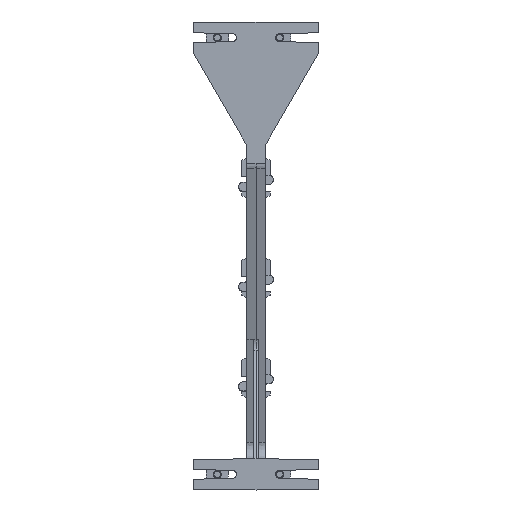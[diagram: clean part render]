
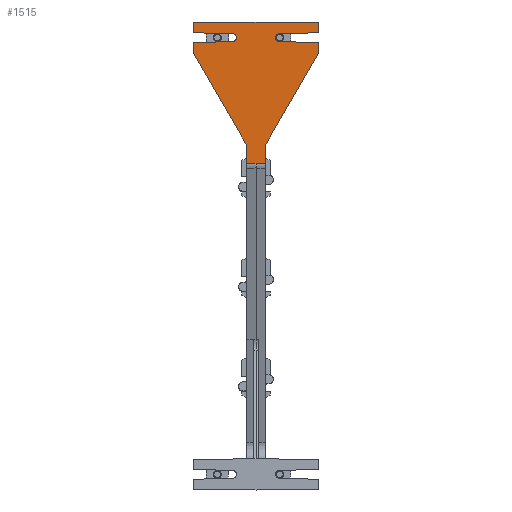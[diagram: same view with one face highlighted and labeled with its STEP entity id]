
A CAD part, left-side view. The second image highlights one B-rep face of the part: STEP entity #1515.
In plain terms, the highlighted planar face has unit normal (-1, 0, 0).
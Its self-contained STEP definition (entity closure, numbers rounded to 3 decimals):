
#1515=ADVANCED_FACE('',(#3405),#3406,.T.);
#3405=FACE_OUTER_BOUND('',#5761,.T.);
#3406=PLANE('',#5762);
#5761=EDGE_LOOP('',(#10355,#10356,#10357,#10358,#10359,#10360,#10361,#10362,#10363,#10364,#10365,#10366,#10367,#10368,#10369,#10370,#10371,#10372));
#5762=AXIS2_PLACEMENT_3D('',#10373,#10374,#10375);
#10355=ORIENTED_EDGE('',*,*,#15593,.T.);
#10356=ORIENTED_EDGE('',*,*,#15391,.F.);
#10357=ORIENTED_EDGE('',*,*,#15694,.F.);
#10358=ORIENTED_EDGE('',*,*,#15690,.F.);
#10359=ORIENTED_EDGE('',*,*,#15687,.F.);
#10360=ORIENTED_EDGE('',*,*,#15683,.F.);
#10361=ORIENTED_EDGE('',*,*,#15679,.F.);
#10362=ORIENTED_EDGE('',*,*,#15698,.F.);
#10363=ORIENTED_EDGE('',*,*,#15913,.F.);
#10364=ORIENTED_EDGE('',*,*,#15914,.F.);
#10365=ORIENTED_EDGE('',*,*,#15911,.T.);
#10366=ORIENTED_EDGE('',*,*,#15106,.T.);
#10367=ORIENTED_EDGE('',*,*,#15729,.T.);
#10368=ORIENTED_EDGE('',*,*,#15726,.T.);
#10369=ORIENTED_EDGE('',*,*,#15743,.T.);
#10370=ORIENTED_EDGE('',*,*,#15739,.T.);
#10371=ORIENTED_EDGE('',*,*,#15735,.T.);
#10372=ORIENTED_EDGE('',*,*,#15731,.T.);
#10373=CARTESIAN_POINT('',(11.461,34.299,362.5));
#10374=DIRECTION('',(-1.0,0.,0.));
#10375=DIRECTION('',(0.,1.0,0.0));
#15106=EDGE_CURVE('',#18379,#18377,#18380,.T.);
#15391=EDGE_CURVE('',#18823,#18819,#18825,.T.);
#15593=EDGE_CURVE('',#19141,#18819,#19142,.T.);
#15679=EDGE_CURVE('',#19241,#19243,#19244,.T.);
#15683=EDGE_CURVE('',#19243,#19248,#19249,.T.);
#15687=EDGE_CURVE('',#19248,#19253,#19254,.T.);
#15690=EDGE_CURVE('',#19253,#19257,#19258,.T.);
#15694=EDGE_CURVE('',#19257,#18823,#19262,.T.);
#15698=EDGE_CURVE('',#19265,#19241,#19267,.T.);
#15726=EDGE_CURVE('',#19309,#19307,#19310,.T.);
#15729=EDGE_CURVE('',#18377,#19309,#19313,.T.);
#15731=EDGE_CURVE('',#19315,#19141,#19316,.T.);
#15735=EDGE_CURVE('',#19320,#19315,#19321,.T.);
#15739=EDGE_CURVE('',#19326,#19320,#19327,.T.);
#15743=EDGE_CURVE('',#19307,#19326,#19332,.T.);
#15911=EDGE_CURVE('',#18815,#18379,#19533,.T.);
#15913=EDGE_CURVE('',#19535,#19265,#19536,.T.);
#15914=EDGE_CURVE('',#18815,#19535,#19537,.T.);
#18377=VERTEX_POINT('',#23275);
#18379=VERTEX_POINT('',#23278);
#18380=LINE('',#23279,#23280);
#18815=VERTEX_POINT('',#23963);
#18819=VERTEX_POINT('',#23968);
#18823=VERTEX_POINT('',#23974);
#18825=LINE('',#23977,#23978);
#19141=VERTEX_POINT('',#24721);
#19142=LINE('',#24722,#24723);
#19241=VERTEX_POINT('',#24882);
#19243=VERTEX_POINT('',#24885);
#19244=LINE('',#24886,#24887);
#19248=VERTEX_POINT('',#24893);
#19249=LINE('',#24894,#24895);
#19253=VERTEX_POINT('',#24901);
#19254=CIRCLE('',#24902,3.3);
#19257=VERTEX_POINT('',#24906);
#19258=LINE('',#24907,#24908);
#19262=LINE('',#24914,#24915);
#19265=VERTEX_POINT('',#24919);
#19267=LINE('',#24921,#24922);
#19307=VERTEX_POINT('',#24988);
#19309=VERTEX_POINT('',#24991);
#19310=LINE('',#24992,#24993);
#19313=LINE('',#24997,#24998);
#19315=VERTEX_POINT('',#25000);
#19316=LINE('',#25001,#25002);
#19320=VERTEX_POINT('',#25008);
#19321=LINE('',#25009,#25010);
#19326=VERTEX_POINT('',#25017);
#19327=CIRCLE('',#25018,3.3);
#19332=LINE('',#25034,#25035);
#19533=LINE('',#25563,#25564);
#19535=VERTEX_POINT('',#25566);
#19536=LINE('',#25567,#25568);
#19537=LINE('',#25569,#25570);
#23275=CARTESIAN_POINT('',(11.461,42.5,276.388));
#23278=CARTESIAN_POINT('',(11.461,42.5,261.763));
#23279=CARTESIAN_POINT('',(11.461,42.5,0.0));
#23280=VECTOR('',#29351,1.0);
#23963=CARTESIAN_POINT('',(11.461,50.0,261.763));
#23968=CARTESIAN_POINT('',(11.461,50.0,375.0));
#23974=CARTESIAN_POINT('',(11.461,100.0,374.564));
#23977=CARTESIAN_POINT('',(11.461,34.41,375.136));
#23978=VECTOR('',#29623,1.0);
#24721=CARTESIAN_POINT('',(11.461,0.0,374.564));
#24722=CARTESIAN_POINT('',(11.461,50.0,375.0));
#24723=VECTOR('',#29764,1.0);
#24882=CARTESIAN_POINT('',(11.461,100.0,350.0));
#24885=CARTESIAN_POINT('',(11.461,100.0,358.659));
#24886=CARTESIAN_POINT('',(11.461,100.0,362.5));
#24887=VECTOR('',#29829,1.0);
#24893=CARTESIAN_POINT('',(11.461,69.0,359.2));
#24894=CARTESIAN_POINT('',(11.461,34.252,359.807));
#24895=VECTOR('',#29832,1.0);
#24901=CARTESIAN_POINT('',(11.461,69.0,365.8));
#24902=AXIS2_PLACEMENT_3D('',#29835,#29836,#29837);
#24906=CARTESIAN_POINT('',(11.461,100.0,366.341));
#24907=CARTESIAN_POINT('',(11.461,34.252,365.193));
#24908=VECTOR('',#29839,1.0);
#24914=CARTESIAN_POINT('',(11.461,100.0,362.5));
#24915=VECTOR('',#29842,1.0);
#24919=CARTESIAN_POINT('',(11.461,57.5,276.388));
#24921=CARTESIAN_POINT('',(11.461,88.988,330.926));
#24922=VECTOR('',#29847,1.0);
#24988=CARTESIAN_POINT('',(11.461,0.0,358.659));
#24991=CARTESIAN_POINT('',(11.461,0.0,350.0));
#24992=CARTESIAN_POINT('',(11.461,0.0,359.2));
#24993=VECTOR('',#29871,1.0);
#24997=CARTESIAN_POINT('',(11.461,0.0,350.0));
#24998=VECTOR('',#29873,1.0);
#25000=CARTESIAN_POINT('',(11.461,0.0,366.341));
#25001=CARTESIAN_POINT('',(11.461,0.0,375.0));
#25002=VECTOR('',#29874,1.0);
#25008=CARTESIAN_POINT('',(11.461,31.0,365.8));
#25009=CARTESIAN_POINT('',(11.461,31.0,365.8));
#25010=VECTOR('',#29877,1.0);
#25017=CARTESIAN_POINT('',(11.461,31.0,359.2));
#25018=AXIS2_PLACEMENT_3D('',#29880,#29881,#29882);
#25034=CARTESIAN_POINT('',(11.461,31.0,359.2));
#25035=VECTOR('',#29884,1.0);
#25563=CARTESIAN_POINT('',(11.461,50.0,261.763));
#25564=VECTOR('',#29956,1.0);
#25566=CARTESIAN_POINT('',(11.461,57.5,261.763));
#25567=CARTESIAN_POINT('',(11.461,57.5,276.388));
#25568=VECTOR('',#29957,1.0);
#25569=CARTESIAN_POINT('',(11.461,57.5,261.763));
#25570=VECTOR('',#29958,1.0);
#29351=DIRECTION('',(0.,0.,1.0));
#29623=DIRECTION('',(0.,-1.,0.009));
#29764=DIRECTION('',(0.,1.,0.009));
#29829=DIRECTION('',(0.,0.,1.0));
#29832=DIRECTION('',(0.,-1.,0.017));
#29835=CARTESIAN_POINT('',(11.461,69.0,362.5));
#29836=DIRECTION('',(-1.0,0.,0.));
#29837=DIRECTION('',(0.,-1.0,0.));
#29839=DIRECTION('',(0.,1.,0.017));
#29842=DIRECTION('',(0.,0.,1.0));
#29847=DIRECTION('',(0.,0.5,0.866));
#29871=DIRECTION('',(0.,0.,1.0));
#29873=DIRECTION('',(0.,-0.5,0.866));
#29874=DIRECTION('',(0.,0.,1.0));
#29877=DIRECTION('',(0.,-1.,0.017));
#29880=CARTESIAN_POINT('',(11.461,31.0,362.5));
#29881=DIRECTION('',(1.0,0.,0.));
#29882=DIRECTION('',(0.,-1.0,0.));
#29884=DIRECTION('',(0.,1.,0.017));
#29956=DIRECTION('',(0.,-1.0,0.));
#29957=DIRECTION('',(0.0,0.,1.0));
#29958=DIRECTION('',(0.,1.0,0.));
